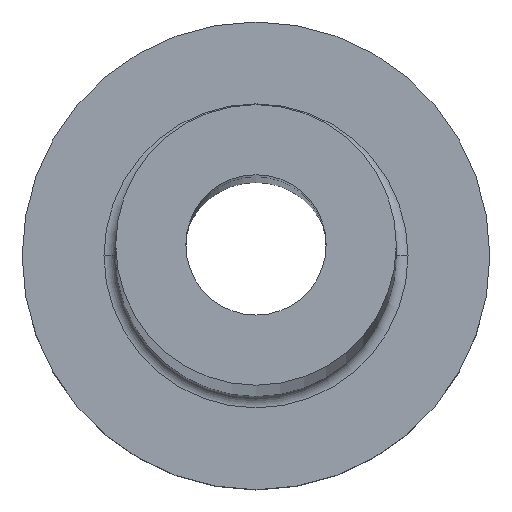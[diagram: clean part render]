
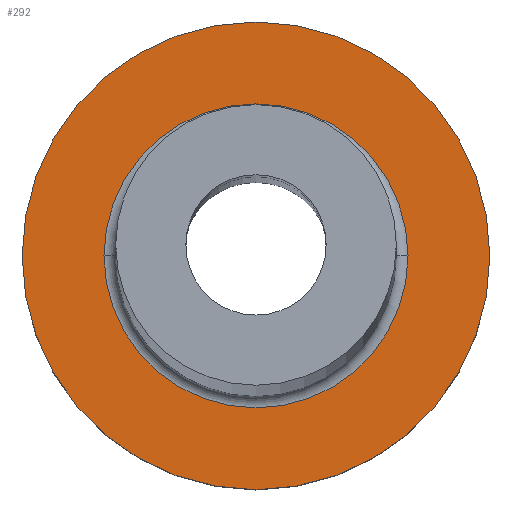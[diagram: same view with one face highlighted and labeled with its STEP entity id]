
A CAD part, top view. The second image highlights one B-rep face of the part: STEP entity #292.
In plain terms, the highlighted planar face has unit normal (0, 0, 1).
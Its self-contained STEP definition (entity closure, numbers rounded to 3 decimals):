
#4 = ORIENTED_EDGE ( 'NONE', *, *, #153, .T. ) ;
#31 = CARTESIAN_POINT ( 'NONE',  ( 0., 0., 7. ) ) ;
#39 = VERTEX_POINT ( 'NONE', #296 ) ;
#40 = CIRCLE ( 'NONE', #89, 10. ) ;
#70 = FACE_OUTER_BOUND ( 'NONE', #183, .T. ) ;
#81 = ORIENTED_EDGE ( 'NONE', *, *, #246, .T. ) ;
#89 = AXIS2_PLACEMENT_3D ( 'NONE', #452, #236, #347 ) ;
#94 = DIRECTION ( 'NONE',  ( 1., 0., 0. ) ) ;
#97 = DIRECTION ( 'NONE',  ( 1., 0., 0. ) ) ;
#101 = DIRECTION ( 'NONE',  ( 0., 0., 1. ) ) ;
#104 = CARTESIAN_POINT ( 'NONE',  ( 0., 0., 7. ) ) ;
#107 = VERTEX_POINT ( 'NONE', #192 ) ;
#108 = ORIENTED_EDGE ( 'NONE', *, *, #435, .T. ) ;
#112 = VERTEX_POINT ( 'NONE', #262 ) ;
#115 = CARTESIAN_POINT ( 'NONE',  ( -6.5, 0., 7. ) ) ;
#129 = CARTESIAN_POINT ( 'NONE',  ( 0., 0., 7. ) ) ;
#142 = VERTEX_POINT ( 'NONE', #115 ) ;
#153 = EDGE_CURVE ( 'NONE', #112, #39, #40, .T. ) ;
#177 = DIRECTION ( 'NONE',  ( 1., 0., 0. ) ) ;
#183 = EDGE_LOOP ( 'NONE', ( #328, #4 ) ) ;
#192 = CARTESIAN_POINT ( 'NONE',  ( 6.5, 0., 7. ) ) ;
#211 = EDGE_CURVE ( 'NONE', #39, #112, #398, .T. ) ;
#219 = AXIS2_PLACEMENT_3D ( 'NONE', #281, #455, #177 ) ;
#236 = DIRECTION ( 'NONE',  ( 0., 0., 1. ) ) ;
#246 = EDGE_CURVE ( 'NONE', #107, #142, #290, .T. ) ;
#262 = CARTESIAN_POINT ( 'NONE',  ( 10., 0., 7. ) ) ;
#281 = CARTESIAN_POINT ( 'NONE',  ( 0., 0., 7. ) ) ;
#290 = CIRCLE ( 'NONE', #219, 6.5 ) ;
#292 = ADVANCED_FACE ( 'NONE', ( #353, #70 ), #391, .T. ) ;
#295 = AXIS2_PLACEMENT_3D ( 'NONE', #129, #448, #94 ) ;
#296 = CARTESIAN_POINT ( 'NONE',  ( -10., 0., 7. ) ) ;
#300 = DIRECTION ( 'NONE',  ( 0., 0., 1. ) ) ;
#304 = AXIS2_PLACEMENT_3D ( 'NONE', #104, #300, #97 ) ;
#306 = EDGE_LOOP ( 'NONE', ( #81, #108 ) ) ;
#328 = ORIENTED_EDGE ( 'NONE', *, *, #211, .T. ) ;
#347 = DIRECTION ( 'NONE',  ( 1., 0., 0. ) ) ;
#349 = DIRECTION ( 'NONE',  ( 1., 0., 0. ) ) ;
#353 = FACE_BOUND ( 'NONE', #306, .T. ) ;
#366 = CIRCLE ( 'NONE', #295, 6.5 ) ;
#391 = PLANE ( 'NONE',  #304 ) ;
#398 = CIRCLE ( 'NONE', #428, 10. ) ;
#428 = AXIS2_PLACEMENT_3D ( 'NONE', #31, #101, #349 ) ;
#435 = EDGE_CURVE ( 'NONE', #142, #107, #366, .T. ) ;
#448 = DIRECTION ( 'NONE',  ( 0., 0., -1. ) ) ;
#452 = CARTESIAN_POINT ( 'NONE',  ( 0., 0., 7. ) ) ;
#455 = DIRECTION ( 'NONE',  ( 0., 0., -1. ) ) ;
